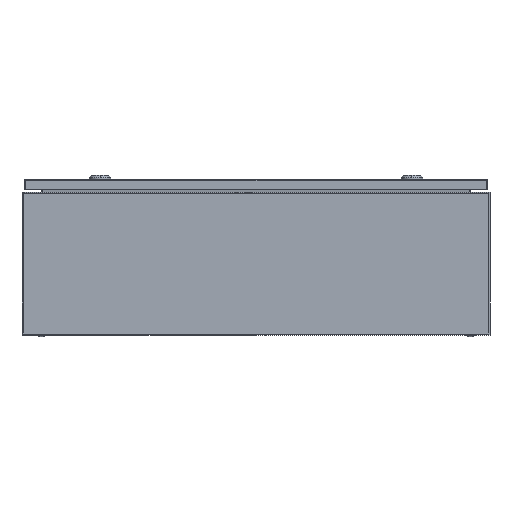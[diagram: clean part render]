
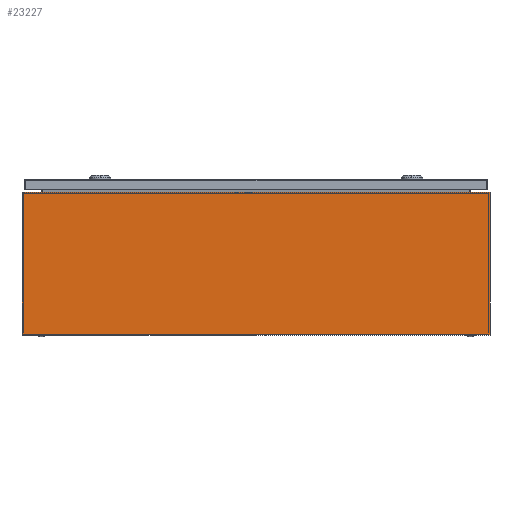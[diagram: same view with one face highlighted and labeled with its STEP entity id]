
A CAD part, left-side view. The second image highlights one B-rep face of the part: STEP entity #23227.
In plain terms, the highlighted planar face has unit normal (-1, 0, 0).
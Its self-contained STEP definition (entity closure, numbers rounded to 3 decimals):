
#118 = CARTESIAN_POINT ( 'NONE',  ( 0., 0., 183. ) ) ;
#310 = DIRECTION ( 'NONE',  ( 1., 0., 0. ) ) ;
#2056 = AXIS2_PLACEMENT_3D ( 'NONE', #118, #310, #12293 ) ;
#2993 = VECTOR ( 'NONE', #28714, 1000. ) ;
#3574 = LINE ( 'NONE', #29922, #21793 ) ;
#4065 = VERTEX_POINT ( 'NONE', #31998 ) ;
#6344 = DIRECTION ( 'NONE',  ( 0., -1., 0. ) ) ;
#6837 = VERTEX_POINT ( 'NONE', #28776 ) ;
#10428 = CARTESIAN_POINT ( 'NONE',  ( 0., 0., 0. ) ) ;
#10636 = LINE ( 'NONE', #34206, #2993 ) ;
#11977 = CARTESIAN_POINT ( 'NONE',  ( 0., 600., 183. ) ) ;
#12293 = DIRECTION ( 'NONE',  ( 0., 0., -1. ) ) ;
#12536 = ORIENTED_EDGE ( 'NONE', *, *, #27941, .T. ) ;
#12679 = FACE_OUTER_BOUND ( 'NONE', #26325, .T. ) ;
#14327 = EDGE_CURVE ( 'NONE', #36402, #4065, #38719, .T. ) ;
#14993 = EDGE_CURVE ( 'NONE', #36402, #6837, #3574, .T. ) ;
#15141 = EDGE_CURVE ( 'NONE', #6837, #26397, #10636, .T. ) ;
#17084 = CARTESIAN_POINT ( 'NONE',  ( 0., 600., 183. ) ) ;
#18386 = PLANE ( 'NONE',  #2056 ) ;
#20524 = ORIENTED_EDGE ( 'NONE', *, *, #15141, .F. ) ;
#21793 = VECTOR ( 'NONE', #6344, 1000. ) ;
#21956 = DIRECTION ( 'NONE',  ( 0., -1., 0. ) ) ;
#23227 = ADVANCED_FACE ( 'NONE', ( #12679 ), #18386, .F. ) ;
#26325 = EDGE_LOOP ( 'NONE', ( #12536, #20524, #34205, #37183 ) ) ;
#26397 = VERTEX_POINT ( 'NONE', #10428 ) ;
#27941 = EDGE_CURVE ( 'NONE', #4065, #26397, #33744, .T. ) ;
#28587 = VECTOR ( 'NONE', #21956, 1000. ) ;
#28714 = DIRECTION ( 'NONE',  ( 0., 0., -1. ) ) ;
#28776 = CARTESIAN_POINT ( 'NONE',  ( 0., 0., 183. ) ) ;
#29922 = CARTESIAN_POINT ( 'NONE',  ( 0., 0., 183. ) ) ;
#31998 = CARTESIAN_POINT ( 'NONE',  ( 0., 600., 0. ) ) ;
#33553 = CARTESIAN_POINT ( 'NONE',  ( 0., 0., 0. ) ) ;
#33744 = LINE ( 'NONE', #33553, #28587 ) ;
#34205 = ORIENTED_EDGE ( 'NONE', *, *, #14993, .F. ) ;
#34206 = CARTESIAN_POINT ( 'NONE',  ( 0., 0., 183. ) ) ;
#34891 = VECTOR ( 'NONE', #35752, 1000. ) ;
#35752 = DIRECTION ( 'NONE',  ( 0., 0., -1. ) ) ;
#36402 = VERTEX_POINT ( 'NONE', #17084 ) ;
#37183 = ORIENTED_EDGE ( 'NONE', *, *, #14327, .T. ) ;
#38719 = LINE ( 'NONE', #11977, #34891 ) ;
